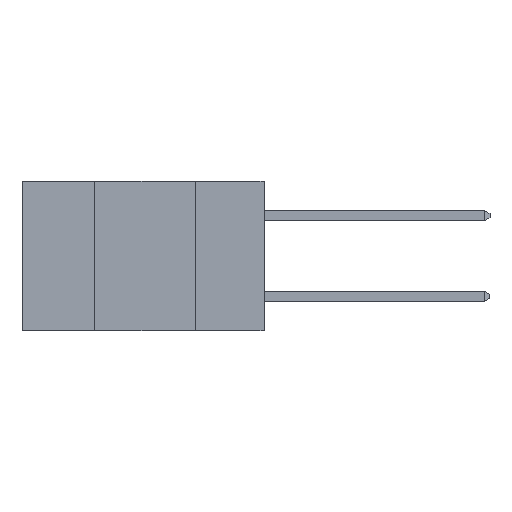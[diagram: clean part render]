
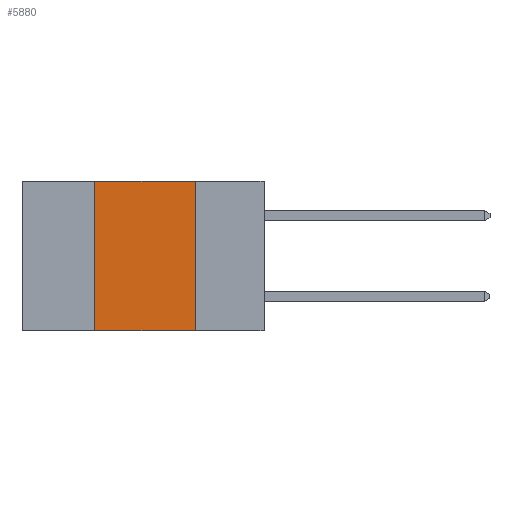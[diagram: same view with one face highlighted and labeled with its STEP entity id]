
A CAD part, left-side view. The second image highlights one B-rep face of the part: STEP entity #5880.
In plain terms, the highlighted planar face has unit normal (-1, 0, 0).
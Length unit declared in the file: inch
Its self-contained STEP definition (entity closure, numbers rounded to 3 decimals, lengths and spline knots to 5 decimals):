
#491 = CARTESIAN_POINT ( 'NONE',  ( 0., 0.42, 0. ) ) ;
#586 = EDGE_LOOP ( 'NONE', ( #8249, #10529, #2043, #4273 ) ) ;
#609 = LINE ( 'NONE', #491, #7112 ) ;
#998 = LINE ( 'NONE', #3893, #3015 ) ;
#1036 = CARTESIAN_POINT ( 'NONE',  ( 0., 0.42, 0. ) ) ;
#1181 = DIRECTION ( 'NONE',  ( 0., 0., -1. ) ) ;
#1302 = CARTESIAN_POINT ( 'NONE',  ( 0., 0.17, 0. ) ) ;
#1375 = AXIS2_PLACEMENT_3D ( 'NONE', #4108, #7624, #9632 ) ;
#1476 = EDGE_CURVE ( 'NONE', #5450, #2849, #7097, .T. ) ;
#1531 = LINE ( 'NONE', #4503, #5495 ) ;
#2043 = ORIENTED_EDGE ( 'NONE', *, *, #4387, .F. ) ;
#2528 = CARTESIAN_POINT ( 'NONE',  ( 0., 0.17, -0.37 ) ) ;
#2697 = EDGE_CURVE ( 'NONE', #2849, #9576, #1531, .T. ) ;
#2849 = VERTEX_POINT ( 'NONE', #1302 ) ;
#3015 = VECTOR ( 'NONE', #4142, 39.37008 ) ;
#3254 = DIRECTION ( 'NONE',  ( 0., 0., 1. ) ) ;
#3643 = VERTEX_POINT ( 'NONE', #6474 ) ;
#3893 = CARTESIAN_POINT ( 'NONE',  ( 0., 0.6, -0.37 ) ) ;
#4108 = CARTESIAN_POINT ( 'NONE',  ( 0., 0.6, 0. ) ) ;
#4142 = DIRECTION ( 'NONE',  ( 0., -1., 0. ) ) ;
#4273 = ORIENTED_EDGE ( 'NONE', *, *, #5512, .T. ) ;
#4336 = PLANE ( 'NONE',  #1375 ) ;
#4387 = EDGE_CURVE ( 'NONE', #3643, #5450, #609, .T. ) ;
#4503 = CARTESIAN_POINT ( 'NONE',  ( 0., 0.17, 0. ) ) ;
#5450 = VERTEX_POINT ( 'NONE', #1036 ) ;
#5495 = VECTOR ( 'NONE', #1181, 39.37008 ) ;
#5512 = EDGE_CURVE ( 'NONE', #3643, #9576, #998, .T. ) ;
#5880 = ADVANCED_FACE ( 'NONE', ( #7899 ), #4336, .F. ) ;
#6474 = CARTESIAN_POINT ( 'NONE',  ( 0., 0.42, -0.37 ) ) ;
#7097 = LINE ( 'NONE', #8824, #9025 ) ;
#7112 = VECTOR ( 'NONE', #3254, 39.37008 ) ;
#7624 = DIRECTION ( 'NONE',  ( 1., 0., 0. ) ) ;
#7899 = FACE_OUTER_BOUND ( 'NONE', #586, .T. ) ;
#8249 = ORIENTED_EDGE ( 'NONE', *, *, #2697, .F. ) ;
#8824 = CARTESIAN_POINT ( 'NONE',  ( 0., 0.6, 0. ) ) ;
#9025 = VECTOR ( 'NONE', #9033, 39.37008 ) ;
#9033 = DIRECTION ( 'NONE',  ( 0., -1., 0. ) ) ;
#9576 = VERTEX_POINT ( 'NONE', #2528 ) ;
#9632 = DIRECTION ( 'NONE',  ( 0., 0., -1. ) ) ;
#10529 = ORIENTED_EDGE ( 'NONE', *, *, #1476, .F. ) ;
